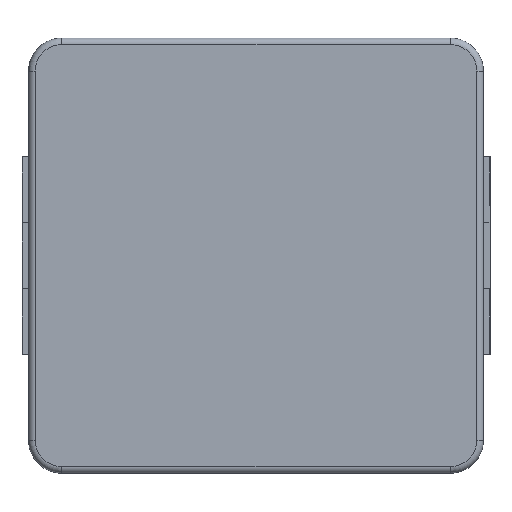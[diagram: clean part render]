
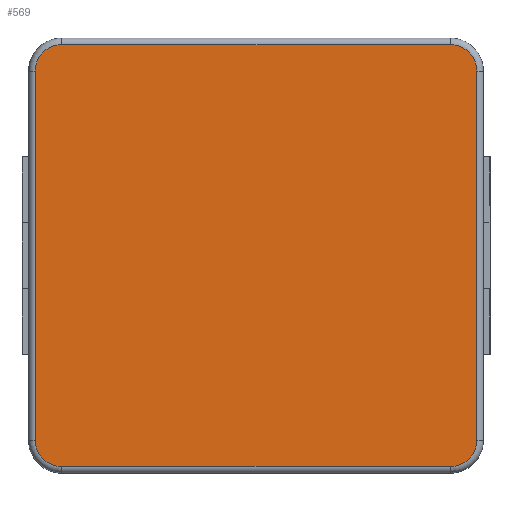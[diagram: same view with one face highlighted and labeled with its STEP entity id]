
A CAD part, top view. The second image highlights one B-rep face of the part: STEP entity #569.
In plain terms, the highlighted planar face has unit normal (0, 0, 1).
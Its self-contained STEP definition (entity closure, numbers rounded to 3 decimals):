
#226 = EDGE_CURVE ( 'NONE', #4212, #4915, #617, .T. ) ;
#295 = CARTESIAN_POINT ( 'NONE',  ( 2.95, -2.8, 1.9 ) ) ;
#569 = ADVANCED_FACE ( 'NONE', ( #4023 ), #5259, .T. ) ;
#617 = CIRCLE ( 'NONE', #11099, 0.4 ) ;
#889 = LINE ( 'NONE', #10655, #5626 ) ;
#1262 = VERTEX_POINT ( 'NONE', #11883 ) ;
#1501 = EDGE_CURVE ( 'NONE', #4915, #8859, #4638, .T. ) ;
#1564 = ORIENTED_EDGE ( 'NONE', *, *, #9650, .T. ) ;
#1788 = DIRECTION ( 'NONE',  ( 0., 0., 1. ) ) ;
#2506 = CARTESIAN_POINT ( 'NONE',  ( -3.35, 2.8, 1.9 ) ) ;
#2898 = DIRECTION ( 'NONE',  ( 0., 1., 0. ) ) ;
#3109 = DIRECTION ( 'NONE',  ( 1., 0., 0. ) ) ;
#3378 = VERTEX_POINT ( 'NONE', #10251 ) ;
#3522 = AXIS2_PLACEMENT_3D ( 'NONE', #3663, #7041, #11307 ) ;
#3615 = DIRECTION ( 'NONE',  ( 1., 0., 0. ) ) ;
#3663 = CARTESIAN_POINT ( 'NONE',  ( -2.95, 2.8, 1.9 ) ) ;
#3881 = EDGE_CURVE ( 'NONE', #1262, #8342, #11323, .T. ) ;
#4023 = FACE_OUTER_BOUND ( 'NONE', #7766, .T. ) ;
#4085 = DIRECTION ( 'NONE',  ( 1., 0., 0. ) ) ;
#4147 = DIRECTION ( 'NONE',  ( 0., 0., 1. ) ) ;
#4212 = VERTEX_POINT ( 'NONE', #13225 ) ;
#4304 = CARTESIAN_POINT ( 'NONE',  ( -2.95, -2.8, 1.9 ) ) ;
#4346 = CARTESIAN_POINT ( 'NONE',  ( 2.95, -3.2, 1.9 ) ) ;
#4391 = EDGE_CURVE ( 'NONE', #12498, #4212, #11771, .T. ) ;
#4638 = LINE ( 'NONE', #8913, #8015 ) ;
#4915 = VERTEX_POINT ( 'NONE', #11854 ) ;
#5259 = PLANE ( 'NONE',  #5536 ) ;
#5293 = VECTOR ( 'NONE', #2898, 1000. ) ;
#5520 = EDGE_CURVE ( 'NONE', #12202, #3378, #889, .T. ) ;
#5536 = AXIS2_PLACEMENT_3D ( 'NONE', #7068, #1788, #4085 ) ;
#5626 = VECTOR ( 'NONE', #9414, 1000. ) ;
#5956 = ORIENTED_EDGE ( 'NONE', *, *, #5520, .T. ) ;
#6057 = ORIENTED_EDGE ( 'NONE', *, *, #9250, .T. ) ;
#6242 = CARTESIAN_POINT ( 'NONE',  ( 3.35, 2.8, 1.9 ) ) ;
#7041 = DIRECTION ( 'NONE',  ( 0., 0., 1. ) ) ;
#7068 = CARTESIAN_POINT ( 'NONE',  ( 0., 0., 1.9 ) ) ;
#7267 = CARTESIAN_POINT ( 'NONE',  ( 2.95, 2.8, 1.9 ) ) ;
#7275 = AXIS2_PLACEMENT_3D ( 'NONE', #295, #11805, #10764 ) ;
#7646 = DIRECTION ( 'NONE',  ( 1., 0., 0. ) ) ;
#7766 = EDGE_LOOP ( 'NONE', ( #5956, #1564, #11108, #12939, #13264, #6057, #13481, #11315 ) ) ;
#7794 = DIRECTION ( 'NONE',  ( 0., 0., 1. ) ) ;
#7888 = AXIS2_PLACEMENT_3D ( 'NONE', #7267, #4147, #3109 ) ;
#8015 = VECTOR ( 'NONE', #3615, 1000. ) ;
#8117 = CIRCLE ( 'NONE', #7888, 0.4 ) ;
#8342 = VERTEX_POINT ( 'NONE', #9585 ) ;
#8416 = CIRCLE ( 'NONE', #3522, 0.4 ) ;
#8450 = CARTESIAN_POINT ( 'NONE',  ( 2.95, 3.2, 1.9 ) ) ;
#8859 = VERTEX_POINT ( 'NONE', #4346 ) ;
#8913 = CARTESIAN_POINT ( 'NONE',  ( 2.95, -3.2, 1.9 ) ) ;
#9140 = VECTOR ( 'NONE', #13762, 1000. ) ;
#9250 = EDGE_CURVE ( 'NONE', #8859, #1262, #11720, .T. ) ;
#9414 = DIRECTION ( 'NONE',  ( -1., 0., 0. ) ) ;
#9585 = CARTESIAN_POINT ( 'NONE',  ( 3.35, 2.8, 1.9 ) ) ;
#9650 = EDGE_CURVE ( 'NONE', #3378, #12498, #8416, .T. ) ;
#10251 = CARTESIAN_POINT ( 'NONE',  ( -2.95, 3.2, 1.9 ) ) ;
#10655 = CARTESIAN_POINT ( 'NONE',  ( -2.95, 3.2, 1.9 ) ) ;
#10764 = DIRECTION ( 'NONE',  ( 1., 0., 0. ) ) ;
#11099 = AXIS2_PLACEMENT_3D ( 'NONE', #4304, #7794, #7646 ) ;
#11108 = ORIENTED_EDGE ( 'NONE', *, *, #4391, .T. ) ;
#11307 = DIRECTION ( 'NONE',  ( 1., 0., 0. ) ) ;
#11315 = ORIENTED_EDGE ( 'NONE', *, *, #11940, .T. ) ;
#11323 = LINE ( 'NONE', #6242, #5293 ) ;
#11720 = CIRCLE ( 'NONE', #7275, 0.4 ) ;
#11771 = LINE ( 'NONE', #12738, #9140 ) ;
#11805 = DIRECTION ( 'NONE',  ( 0., 0., 1. ) ) ;
#11854 = CARTESIAN_POINT ( 'NONE',  ( -2.95, -3.2, 1.9 ) ) ;
#11883 = CARTESIAN_POINT ( 'NONE',  ( 3.35, -2.8, 1.9 ) ) ;
#11940 = EDGE_CURVE ( 'NONE', #8342, #12202, #8117, .T. ) ;
#12202 = VERTEX_POINT ( 'NONE', #8450 ) ;
#12498 = VERTEX_POINT ( 'NONE', #2506 ) ;
#12738 = CARTESIAN_POINT ( 'NONE',  ( -3.35, -2.8, 1.9 ) ) ;
#12939 = ORIENTED_EDGE ( 'NONE', *, *, #226, .T. ) ;
#13225 = CARTESIAN_POINT ( 'NONE',  ( -3.35, -2.8, 1.9 ) ) ;
#13264 = ORIENTED_EDGE ( 'NONE', *, *, #1501, .T. ) ;
#13481 = ORIENTED_EDGE ( 'NONE', *, *, #3881, .T. ) ;
#13762 = DIRECTION ( 'NONE',  ( 0., -1., 0. ) ) ;
